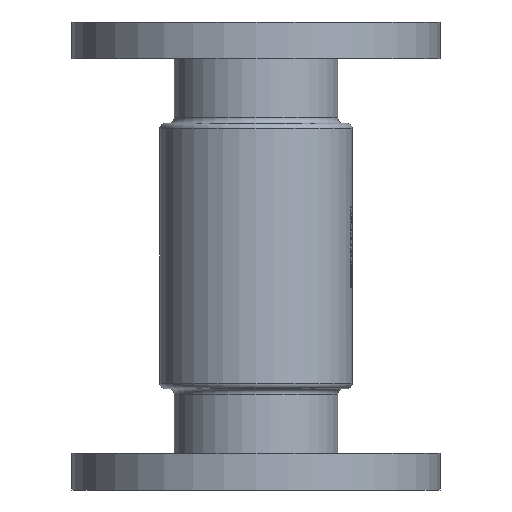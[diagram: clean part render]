
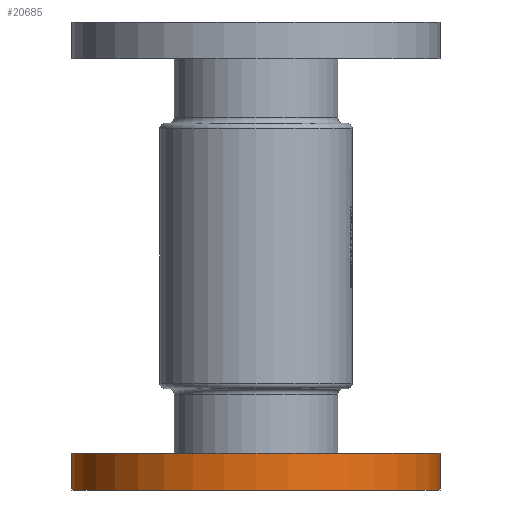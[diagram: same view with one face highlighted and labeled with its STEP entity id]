
A CAD part, front view. The second image highlights one B-rep face of the part: STEP entity #20685.
In plain terms, the highlighted cylindrical face has radius 100 mm (diameter 200 mm), a partial arc.
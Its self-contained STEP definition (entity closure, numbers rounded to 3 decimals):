
#713 = CARTESIAN_POINT ( 'NONE',  ( 100., 0., -254. ) ) ;
#860 = VECTOR ( 'NONE', #12465, 1000. ) ;
#2298 = LINE ( 'NONE', #25780, #4873 ) ;
#2821 = VERTEX_POINT ( 'NONE', #20400 ) ;
#4402 = CARTESIAN_POINT ( 'NONE',  ( 0., 0., -234. ) ) ;
#4557 = DIRECTION ( 'NONE',  ( 1., 0., 0. ) ) ;
#4873 = VECTOR ( 'NONE', #6460, 1000. ) ;
#4879 = CARTESIAN_POINT ( 'NONE',  ( -100., 0., -254. ) ) ;
#5234 = CYLINDRICAL_SURFACE ( 'NONE', #7076, 100. ) ;
#6269 = VERTEX_POINT ( 'NONE', #4879 ) ;
#6460 = DIRECTION ( 'NONE',  ( 0., 0., -1. ) ) ;
#7076 = AXIS2_PLACEMENT_3D ( 'NONE', #10485, #10343, #12208 ) ;
#9034 = DIRECTION ( 'NONE',  ( 0., 0., 1. ) ) ;
#9497 = CARTESIAN_POINT ( 'NONE',  ( 100., 0., -234. ) ) ;
#10343 = DIRECTION ( 'NONE',  ( 0., 0., -1. ) ) ;
#10485 = CARTESIAN_POINT ( 'NONE',  ( 0., 0., -254. ) ) ;
#12078 = AXIS2_PLACEMENT_3D ( 'NONE', #21819, #17038, #28936 ) ;
#12208 = DIRECTION ( 'NONE',  ( 1., 0., 0. ) ) ;
#12465 = DIRECTION ( 'NONE',  ( 0., 0., -1. ) ) ;
#13116 = ORIENTED_EDGE ( 'NONE', *, *, #14235, .T. ) ;
#14020 = CIRCLE ( 'NONE', #16003, 100. ) ;
#14235 = EDGE_CURVE ( 'NONE', #6269, #21866, #23910, .T. ) ;
#16003 = AXIS2_PLACEMENT_3D ( 'NONE', #4402, #9034, #4557 ) ;
#16976 = EDGE_LOOP ( 'NONE', ( #22796, #25846, #13116, #26305 ) ) ;
#17038 = DIRECTION ( 'NONE',  ( 0., 0., 1. ) ) ;
#19326 = VERTEX_POINT ( 'NONE', #9497 ) ;
#20400 = CARTESIAN_POINT ( 'NONE',  ( -100., 0., -234. ) ) ;
#20685 = ADVANCED_FACE ( 'NONE', ( #28747 ), #5234, .T. ) ;
#21819 = CARTESIAN_POINT ( 'NONE',  ( 0., 0., -254. ) ) ;
#21866 = VERTEX_POINT ( 'NONE', #22795 ) ;
#21995 = EDGE_CURVE ( 'NONE', #2821, #19326, #14020, .T. ) ;
#22795 = CARTESIAN_POINT ( 'NONE',  ( 100., 0., -254. ) ) ;
#22796 = ORIENTED_EDGE ( 'NONE', *, *, #21995, .F. ) ;
#23910 = CIRCLE ( 'NONE', #12078, 100. ) ;
#25780 = CARTESIAN_POINT ( 'NONE',  ( -100., 0., -254. ) ) ;
#25846 = ORIENTED_EDGE ( 'NONE', *, *, #28416, .T. ) ;
#26305 = ORIENTED_EDGE ( 'NONE', *, *, #26712, .F. ) ;
#26712 = EDGE_CURVE ( 'NONE', #19326, #21866, #29001, .T. ) ;
#28416 = EDGE_CURVE ( 'NONE', #2821, #6269, #2298, .T. ) ;
#28747 = FACE_OUTER_BOUND ( 'NONE', #16976, .T. ) ;
#28936 = DIRECTION ( 'NONE',  ( 1., 0., 0. ) ) ;
#29001 = LINE ( 'NONE', #713, #860 ) ;
